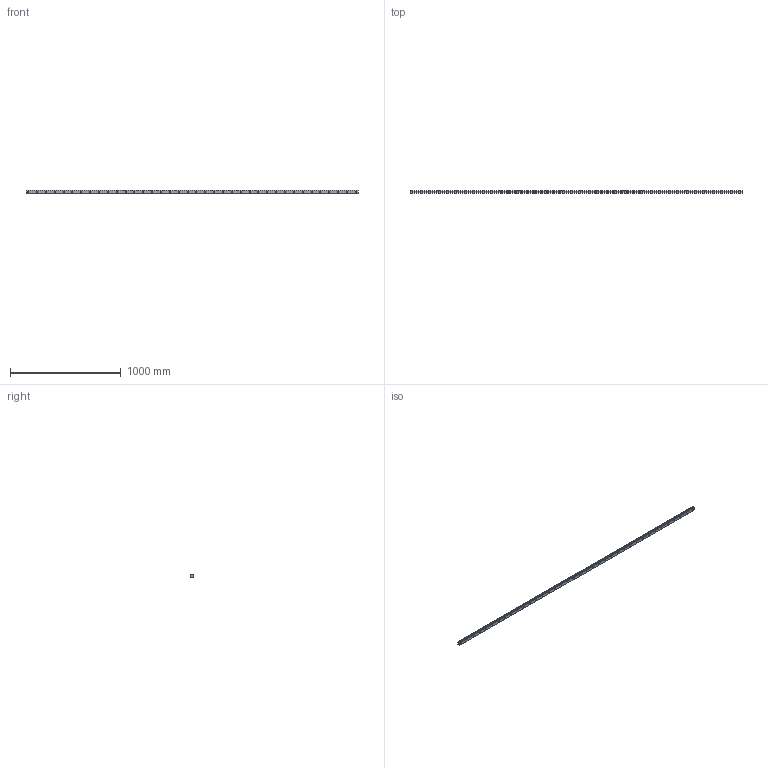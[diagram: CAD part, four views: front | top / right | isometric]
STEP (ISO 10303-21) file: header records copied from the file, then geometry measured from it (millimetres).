
FILE_DESCRIPTION(('CATIA V5 STEP Exchange'),'2;1');
FILE_NAME('HSV30_RAIL_3000L.stp','2015-11-25T07:03:48+00:00',('none'),('none'),'Version 5-6 Release 2012','CATIA V5 STEP AP203','none');
FILE_SCHEMA(('CONFIG_CONTROL_DESIGN'));
Length unit declared in the file: millimetre
Products named in the file (1): HSV30_RAIL_3000L
Bounding box: 3000 x 26 x 28 mm (x, y, z)
Volume: 1764544.4 mm3; surface area: 363645.6 mm2
Topology: 1 solids, 1 shells, 216 faces, 528 edges, 469 vertices
Faces by surface type: cylinder 156, plane 60
Entity records: 5954 total; most frequent: CARTESIAN_POINT 1100, ORIENTED_EDGE 1056, DIRECTION 732, EDGE_CURVE 528, AXIS2_PLACEMENT_3D 415, VERTEX_POINT 352, EDGE_LOOP 330, CIRCLE 312
